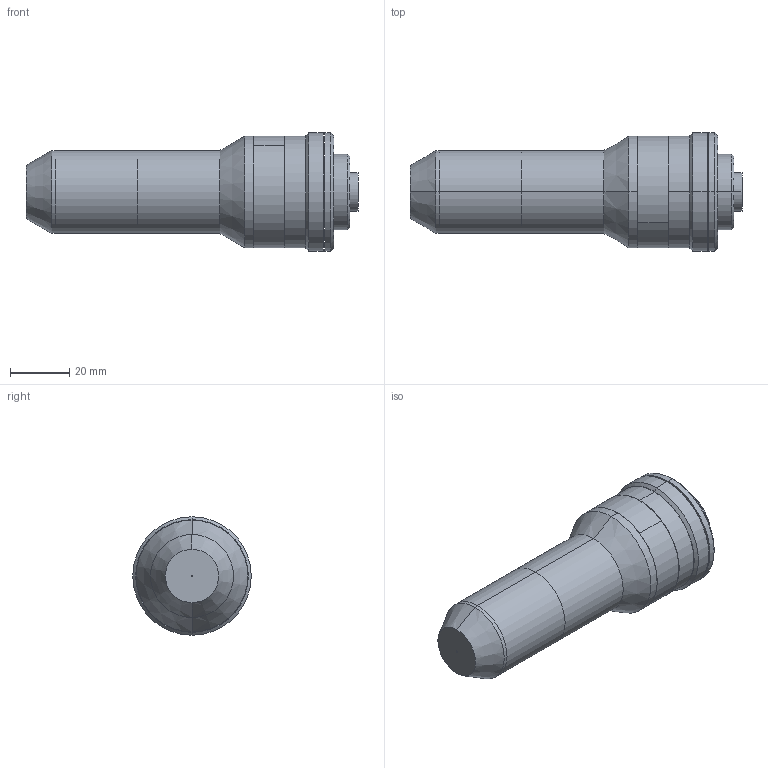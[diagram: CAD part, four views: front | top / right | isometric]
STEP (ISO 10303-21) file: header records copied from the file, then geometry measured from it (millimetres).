
FILE_DESCRIPTION (( 'STEP AP203' ), '1' );
FILE_NAME ('DP18351-E_PCHI012.step', '2021-12-13T14:08:11', ( '' ), ( '' ), 'SwSTEP 2.0', 'SolidWorks 2021', '' );
FILE_SCHEMA (( 'CONFIG_CONTROL_DESIGN' ));
Length unit declared in the file: millimetre
Products named in the file (1): DP18351-E_PCHI012
Bounding box: 112.04 x 40 x 40 mm (x, y, z)
Surface area: 17698.7 mm2 (no closed solid volume)
Topology: 0 solids, 11 shells, 55 faces, 134 edges, 96 vertices
Faces by surface type: cylinder 26, plane 15, cone 10, sphere 4
Entity records: 1753 total; most frequent: DIRECTION 344, CARTESIAN_POINT 286, ORIENTED_EDGE 222, AXIS2_PLACEMENT_3D 154, EDGE_CURVE 134, CIRCLE 98, VERTEX_POINT 96, EDGE_LOOP 73
